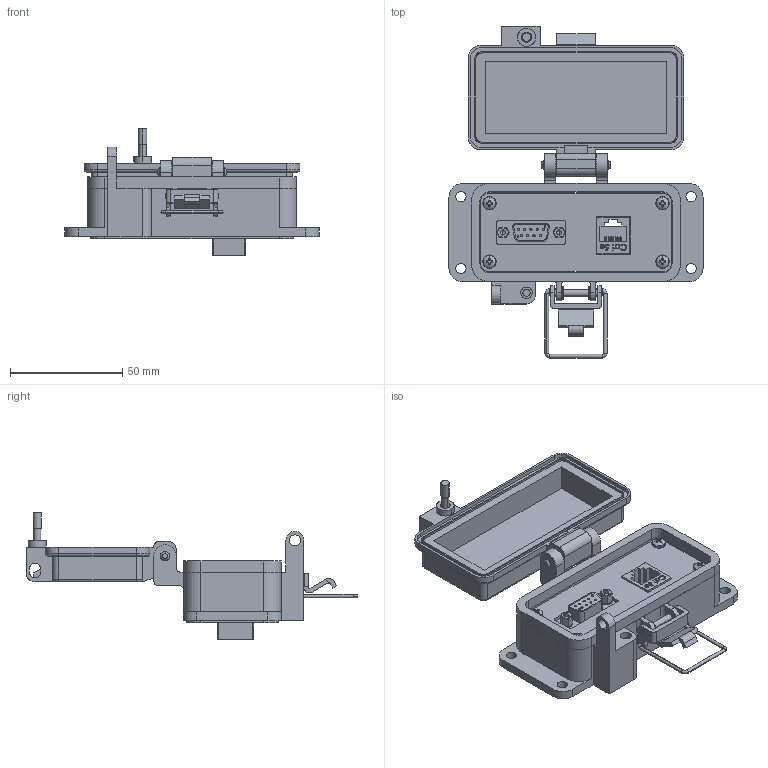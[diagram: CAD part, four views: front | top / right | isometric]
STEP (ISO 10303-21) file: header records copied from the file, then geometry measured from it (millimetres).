
FILE_DESCRIPTION (( 'STEP AP203' ), '1' );
FILE_NAME ('P-Q7R2-F3RX_3D.STEP', '2021-02-01T18:21:19', ( '' ), ( '' ), 'SwSTEP 2.0', 'SolidWorks 2019', '' );
FILE_SCHEMA (( 'CONFIG_CONTROL_DESIGN' ));
Length unit declared in the file: millimetre
Products named in the file (13): Z-000-4243316TFP; P-Q7R2-F3RX_BP240_1; -F3; P-Q7R2-F3RX_3D; P-Q7R2-F3RX_FP060_1; Q7; Z-H-F3_B; Z-001-SPR3_16HX; Z-BULK-DB9MF; 92005A124_METRIC PAN HEAD PHILLIPS MACHINE SCREW_92005A124; R2; Z-300-RJ45CAT5; P-Q7R2-F3RX_TP060_1
Assembly tree (20 placements, depth 3):
  P-Q7R2-F3RX_3D
    P-Q7R2-F3RX_BP240_1
    P-Q7R2-F3RX_TP060_1
    Z-000-4243316TFP  x5
    Q7
      Z-BULK-DB9MF
      Z-001-SPR3_16HX  x2
    P-Q7R2-F3RX_FP060_1
    R2
      Z-300-RJ45CAT5
    -F3
      Z-H-F3_B
    92005A124_METRIC PAN HEAD PHILLIPS MACHINE SCREW_92005A124  x4
Bounding box: 113 x 147.61 x 56.19 mm (x, y, z)
Volume: 93801 mm3; surface area: 73905.7 mm2
Topology: 30 solids, 30 shells, 2429 faces, 6647 edges, 4352 vertices
Faces by surface type: cylinder 1061, plane 847, bspline 336, cone 161, torus 16, sphere 8
Entity records: 63532 total; most frequent: CARTESIAN_POINT 23692, ORIENTED_EDGE 8622, DIRECTION 6979, EDGE_CURVE 4311, VERTEX_POINT 2821, VECTOR 2451, LINE 2451, AXIS2_PLACEMENT_3D 2264
